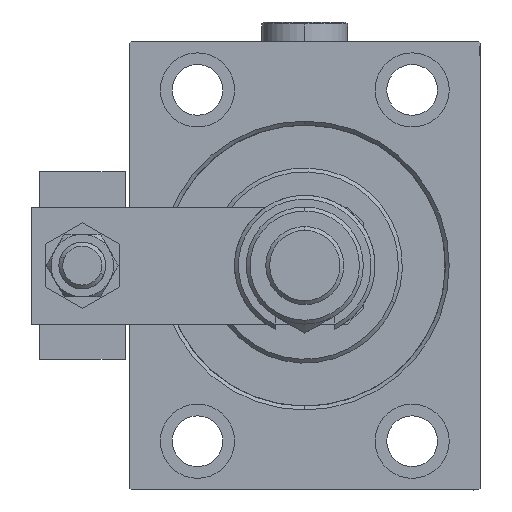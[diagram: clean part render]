
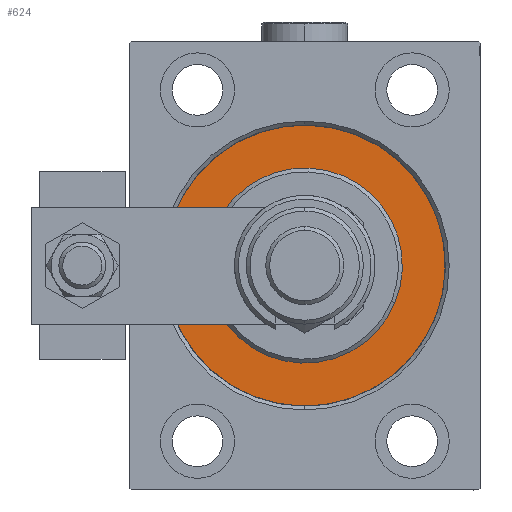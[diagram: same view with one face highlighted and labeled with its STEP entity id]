
A CAD part, left-side view. The second image highlights one B-rep face of the part: STEP entity #624.
In plain terms, the highlighted face is planar.
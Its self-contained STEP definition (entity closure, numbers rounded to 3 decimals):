
#350 = ORIENTED_EDGE ( 'NONE', *, *, #39626, .F. ) ;
#624 = ADVANCED_FACE ( 'NONE', ( #34752, #51375 ), #43748, .F. ) ;
#1858 = CIRCLE ( 'NONE', #32306, 36. ) ;
#2047 = EDGE_LOOP ( 'NONE', ( #26773, #34953 ) ) ;
#2058 = AXIS2_PLACEMENT_3D ( 'NONE', #23722, #28628, #15552 ) ;
#3514 = DIRECTION ( 'NONE',  ( 0., 0., -1. ) ) ;
#6384 = VERTEX_POINT ( 'NONE', #15332 ) ;
#8256 = DIRECTION ( 'NONE',  ( -1., 0., 0. ) ) ;
#9741 = VERTEX_POINT ( 'NONE', #45323 ) ;
#11015 = CARTESIAN_POINT ( 'NONE',  ( 0., 0., 0. ) ) ;
#13614 = ORIENTED_EDGE ( 'NONE', *, *, #38714, .F. ) ;
#15332 = CARTESIAN_POINT ( 'NONE',  ( 0., 0., -36. ) ) ;
#15552 = DIRECTION ( 'NONE',  ( 0., 0., 1. ) ) ;
#19187 = DIRECTION ( 'NONE',  ( -1., 0., 0. ) ) ;
#19310 = CARTESIAN_POINT ( 'NONE',  ( 0., 0., 36. ) ) ;
#20390 = CIRCLE ( 'NONE', #29952, 25. ) ;
#23722 = CARTESIAN_POINT ( 'NONE',  ( 0., 0., 0. ) ) ;
#26773 = ORIENTED_EDGE ( 'NONE', *, *, #28951, .F. ) ;
#27834 = CARTESIAN_POINT ( 'NONE',  ( 0., 0., 0. ) ) ;
#28628 = DIRECTION ( 'NONE',  ( -1., 0., 0. ) ) ;
#28951 = EDGE_CURVE ( 'NONE', #6384, #41616, #1858, .T. ) ;
#28955 = CARTESIAN_POINT ( 'NONE',  ( 0., 0., 0. ) ) ;
#29952 = AXIS2_PLACEMENT_3D ( 'NONE', #27834, #36566, #39852 ) ;
#32306 = AXIS2_PLACEMENT_3D ( 'NONE', #28955, #8256, #36329 ) ;
#33503 = CIRCLE ( 'NONE', #40454, 25. ) ;
#34752 = FACE_BOUND ( 'NONE', #40056, .T. ) ;
#34953 = ORIENTED_EDGE ( 'NONE', *, *, #36792, .F. ) ;
#36329 = DIRECTION ( 'NONE',  ( 0., 0., 1. ) ) ;
#36566 = DIRECTION ( 'NONE',  ( 1., 0., 0. ) ) ;
#36792 = EDGE_CURVE ( 'NONE', #41616, #6384, #47291, .T. ) ;
#38714 = EDGE_CURVE ( 'NONE', #9741, #41445, #20390, .T. ) ;
#39626 = EDGE_CURVE ( 'NONE', #41445, #9741, #33503, .T. ) ;
#39852 = DIRECTION ( 'NONE',  ( 0., 0., -1. ) ) ;
#40029 = CARTESIAN_POINT ( 'NONE',  ( 0., 0., 0. ) ) ;
#40056 = EDGE_LOOP ( 'NONE', ( #350, #13614 ) ) ;
#40454 = AXIS2_PLACEMENT_3D ( 'NONE', #40029, #49019, #3514 ) ;
#41445 = VERTEX_POINT ( 'NONE', #41741 ) ;
#41616 = VERTEX_POINT ( 'NONE', #19310 ) ;
#41741 = CARTESIAN_POINT ( 'NONE',  ( 0., 0., 25. ) ) ;
#43748 = PLANE ( 'NONE',  #50883 ) ;
#45323 = CARTESIAN_POINT ( 'NONE',  ( 0., 0., -25. ) ) ;
#47291 = CIRCLE ( 'NONE', #2058, 36. ) ;
#47567 = DIRECTION ( 'NONE',  ( 0., 0., 1. ) ) ;
#49019 = DIRECTION ( 'NONE',  ( 1., 0., 0. ) ) ;
#50883 = AXIS2_PLACEMENT_3D ( 'NONE', #11015, #19187, #47567 ) ;
#51375 = FACE_OUTER_BOUND ( 'NONE', #2047, .T. ) ;
